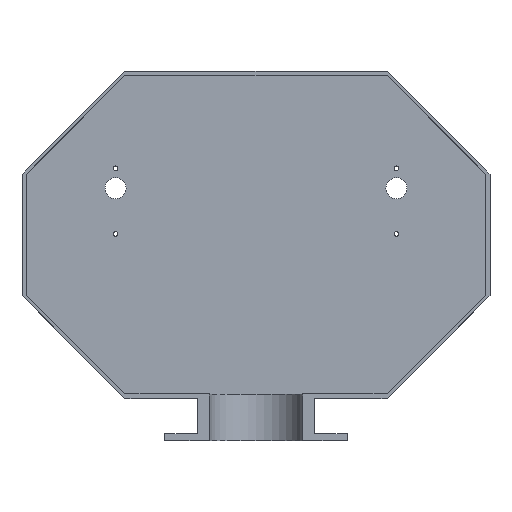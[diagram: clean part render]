
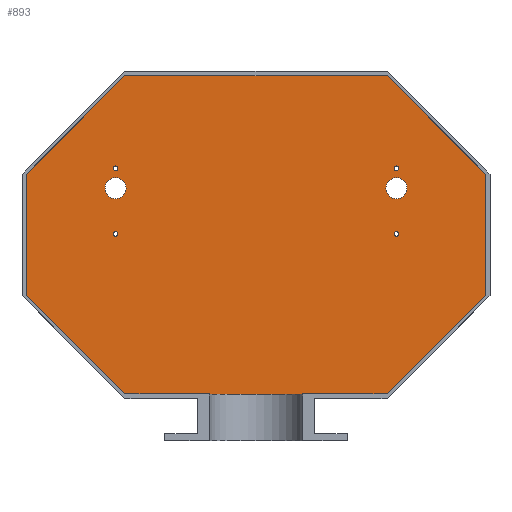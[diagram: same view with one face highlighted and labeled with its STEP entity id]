
A CAD part, top view. The second image highlights one B-rep face of the part: STEP entity #893.
In plain terms, the highlighted planar face has unit normal (0, 0, 1).
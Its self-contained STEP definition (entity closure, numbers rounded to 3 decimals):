
#33=FACE_BOUND('',#177,.T.);
#34=FACE_BOUND('',#178,.T.);
#35=FACE_BOUND('',#179,.T.);
#36=FACE_BOUND('',#180,.T.);
#37=FACE_BOUND('',#181,.T.);
#38=FACE_BOUND('',#182,.T.);
#66=PLANE('',#983);
#112=FACE_OUTER_BOUND('',#176,.T.);
#176=EDGE_LOOP('',(#810,#811,#812,#813,#814,#815,#816,#817));
#177=EDGE_LOOP('',(#818));
#178=EDGE_LOOP('',(#819));
#179=EDGE_LOOP('',(#820));
#180=EDGE_LOOP('',(#821));
#181=EDGE_LOOP('',(#822));
#182=EDGE_LOOP('',(#823));
#238=LINE('',#1404,#328);
#242=LINE('',#1412,#332);
#247=LINE('',#1421,#337);
#249=LINE('',#1425,#339);
#252=LINE('',#1431,#342);
#255=LINE('',#1437,#345);
#258=LINE('',#1443,#348);
#261=LINE('',#1448,#351);
#328=VECTOR('',#1161,10.);
#332=VECTOR('',#1167,10.);
#337=VECTOR('',#1174,10.);
#339=VECTOR('',#1178,10.);
#342=VECTOR('',#1183,10.);
#345=VECTOR('',#1188,10.);
#348=VECTOR('',#1193,10.);
#351=VECTOR('',#1198,10.);
#380=CIRCLE('',#935,1.);
#381=CIRCLE('',#937,4.5);
#382=CIRCLE('',#939,4.5);
#383=CIRCLE('',#941,1.);
#384=CIRCLE('',#943,1.);
#385=CIRCLE('',#945,1.);
#426=VERTEX_POINT('',#1306);
#427=VERTEX_POINT('',#1310);
#428=VERTEX_POINT('',#1314);
#429=VERTEX_POINT('',#1318);
#430=VERTEX_POINT('',#1322);
#431=VERTEX_POINT('',#1326);
#454=VERTEX_POINT('',#1402);
#455=VERTEX_POINT('',#1403);
#458=VERTEX_POINT('',#1411);
#461=VERTEX_POINT('',#1419);
#462=VERTEX_POINT('',#1424);
#464=VERTEX_POINT('',#1430);
#466=VERTEX_POINT('',#1436);
#468=VERTEX_POINT('',#1442);
#511=EDGE_CURVE('',#426,#426,#380,.T.);
#513=EDGE_CURVE('',#427,#427,#381,.T.);
#515=EDGE_CURVE('',#428,#428,#382,.T.);
#517=EDGE_CURVE('',#429,#429,#383,.T.);
#519=EDGE_CURVE('',#430,#430,#384,.T.);
#521=EDGE_CURVE('',#431,#431,#385,.T.);
#558=EDGE_CURVE('',#454,#455,#238,.T.);
#562=EDGE_CURVE('',#455,#458,#242,.T.);
#567=EDGE_CURVE('',#458,#461,#247,.T.);
#569=EDGE_CURVE('',#461,#462,#249,.T.);
#572=EDGE_CURVE('',#462,#464,#252,.T.);
#575=EDGE_CURVE('',#464,#466,#255,.T.);
#578=EDGE_CURVE('',#466,#468,#258,.T.);
#581=EDGE_CURVE('',#468,#454,#261,.T.);
#810=ORIENTED_EDGE('',*,*,#558,.T.);
#811=ORIENTED_EDGE('',*,*,#562,.T.);
#812=ORIENTED_EDGE('',*,*,#567,.T.);
#813=ORIENTED_EDGE('',*,*,#569,.T.);
#814=ORIENTED_EDGE('',*,*,#572,.T.);
#815=ORIENTED_EDGE('',*,*,#575,.T.);
#816=ORIENTED_EDGE('',*,*,#578,.T.);
#817=ORIENTED_EDGE('',*,*,#581,.T.);
#818=ORIENTED_EDGE('',*,*,#511,.T.);
#819=ORIENTED_EDGE('',*,*,#513,.T.);
#820=ORIENTED_EDGE('',*,*,#515,.T.);
#821=ORIENTED_EDGE('',*,*,#517,.T.);
#822=ORIENTED_EDGE('',*,*,#519,.T.);
#823=ORIENTED_EDGE('',*,*,#521,.T.);
#893=ADVANCED_FACE('',(#112,#33,#34,#35,#36,#37,#38),#66,.T.);
#935=AXIS2_PLACEMENT_3D('',#1308,#1058,#1059);
#937=AXIS2_PLACEMENT_3D('',#1312,#1063,#1064);
#939=AXIS2_PLACEMENT_3D('',#1316,#1068,#1069);
#941=AXIS2_PLACEMENT_3D('',#1320,#1073,#1074);
#943=AXIS2_PLACEMENT_3D('',#1324,#1078,#1079);
#945=AXIS2_PLACEMENT_3D('',#1328,#1083,#1084);
#983=AXIS2_PLACEMENT_3D('',#1474,#1223,#1224);
#1058=DIRECTION('center_axis',(0.,0.,-1.));
#1059=DIRECTION('ref_axis',(1.,0.,0.));
#1063=DIRECTION('center_axis',(0.,0.,-1.));
#1064=DIRECTION('ref_axis',(1.,0.,0.));
#1068=DIRECTION('center_axis',(0.,0.,-1.));
#1069=DIRECTION('ref_axis',(1.,0.,0.));
#1073=DIRECTION('center_axis',(0.,0.,-1.));
#1074=DIRECTION('ref_axis',(1.,0.,0.));
#1078=DIRECTION('center_axis',(0.,0.,-1.));
#1079=DIRECTION('ref_axis',(1.,0.,0.));
#1083=DIRECTION('center_axis',(0.,0.,-1.));
#1084=DIRECTION('ref_axis',(1.,0.,0.));
#1161=DIRECTION('',(0.,-1.,0.));
#1167=DIRECTION('',(0.707,-0.707,0.));
#1174=DIRECTION('',(1.,0.,0.));
#1178=DIRECTION('',(0.707,0.707,0.));
#1183=DIRECTION('',(0.,1.,0.));
#1188=DIRECTION('',(-0.707,0.707,0.));
#1193=DIRECTION('',(-1.,0.,0.));
#1198=DIRECTION('',(-0.707,-0.707,0.));
#1223=DIRECTION('center_axis',(0.,0.,1.));
#1224=DIRECTION('ref_axis',(1.,0.,0.));
#1306=CARTESIAN_POINT('',(159.,98.5,1.));
#1308=CARTESIAN_POINT('Origin',(160.,98.5,1.));
#1310=CARTESIAN_POINT('',(35.5,90.,1.));
#1312=CARTESIAN_POINT('Origin',(40.,90.,1.));
#1314=CARTESIAN_POINT('',(155.5,90.,1.));
#1316=CARTESIAN_POINT('Origin',(160.,90.,1.));
#1318=CARTESIAN_POINT('',(39.,98.5,1.));
#1320=CARTESIAN_POINT('Origin',(40.,98.5,1.));
#1322=CARTESIAN_POINT('',(39.,70.5,1.));
#1324=CARTESIAN_POINT('Origin',(40.,70.5,1.));
#1326=CARTESIAN_POINT('',(159.,70.5,1.));
#1328=CARTESIAN_POINT('Origin',(160.,70.5,1.));
#1402=CARTESIAN_POINT('',(2.,96.,1.));
#1403=CARTESIAN_POINT('',(2.,44.,1.));
#1404=CARTESIAN_POINT('',(2.,57.,1.));
#1411=CARTESIAN_POINT('',(44.,2.,1.));
#1412=CARTESIAN_POINT('',(41.,5.,1.));
#1419=CARTESIAN_POINT('',(156.,2.,1.));
#1421=CARTESIAN_POINT('',(128.,2.,1.));
#1424=CARTESIAN_POINT('',(198.,44.,1.));
#1425=CARTESIAN_POINT('',(180.,26.,1.));
#1430=CARTESIAN_POINT('',(198.,96.,1.));
#1431=CARTESIAN_POINT('',(198.,83.,1.));
#1436=CARTESIAN_POINT('',(156.,138.,1.));
#1437=CARTESIAN_POINT('',(159.,135.,1.));
#1442=CARTESIAN_POINT('',(44.,138.,1.));
#1443=CARTESIAN_POINT('',(72.,138.,1.));
#1448=CARTESIAN_POINT('',(20.,114.,1.));
#1474=CARTESIAN_POINT('Origin',(100.,70.,1.));
